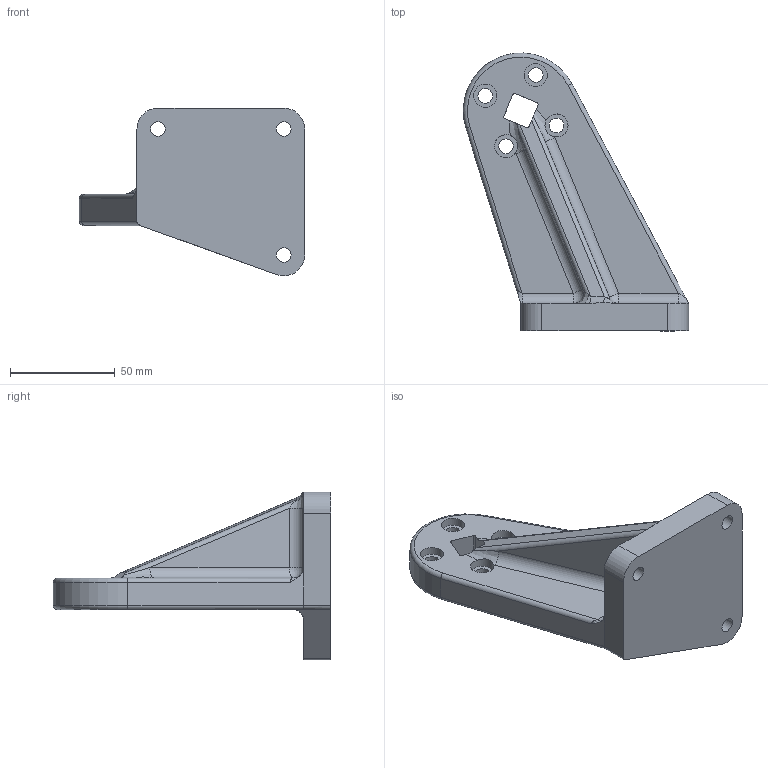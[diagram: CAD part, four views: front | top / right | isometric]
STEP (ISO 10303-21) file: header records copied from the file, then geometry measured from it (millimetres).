
FILE_DESCRIPTION(/* description */ (''),/* implementation_level */ '2;1');
FILE_NAME(/* name */ 'RoboWheelMount_RWM1_LH.stp',/* time_stamp */ '2020-07-06T21:07:02-04:00',/* author */ ('Justine Haupt'),/* organization */ (''),/* preprocessor_version */ 'ST-DEVELOPER v15.6',/* originating_system */ 'Autodesk Inventor 2015',/* authorisation */ '');
FILE_SCHEMA (('AUTOMOTIVE_DESIGN { 1 0 10303 214 3 1 1 }'));
Length unit declared in the file: millimetre
Products named in the file (1): RoboWheelMount_RWM1_MIR
Bounding box: 107.47 x 132.48 x 80 mm (x, y, z)
Volume: 198750.5 mm3; surface area: 37598.5 mm2
Topology: 1 solids, 1 shells, 77 faces, 187 edges, 116 vertices
Faces by surface type: cylinder 37, plane 26, bspline 10, sphere 2, torus 2
Full cylindrical faces by diameter (mm): 7 x7, 11 x7
Entity records: 2549 total; most frequent: CARTESIAN_POINT 727, DIRECTION 391, ORIENTED_EDGE 342, EDGE_CURVE 171, AXIS2_PLACEMENT_3D 161, VERTEX_POINT 114, EDGE_LOOP 111, FACE_OUTER_BOUND 77
